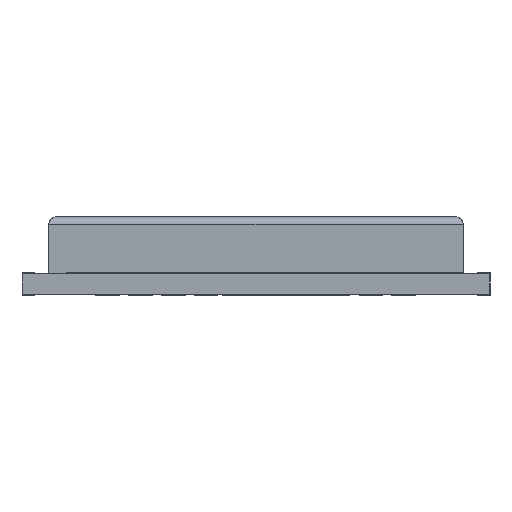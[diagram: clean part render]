
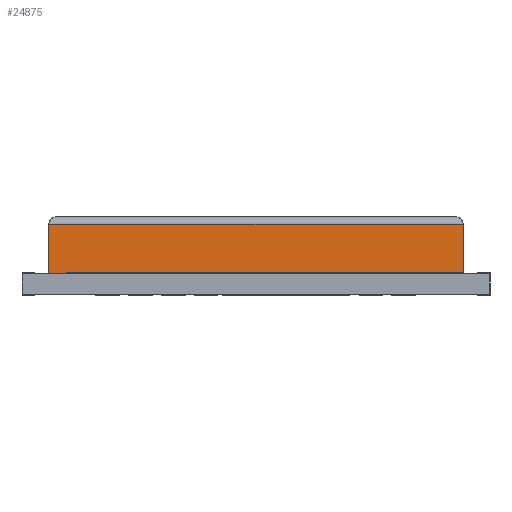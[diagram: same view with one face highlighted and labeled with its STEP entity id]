
A CAD part, front view. The second image highlights one B-rep face of the part: STEP entity #24875.
In plain terms, the highlighted planar face has unit normal (0, -1, 0).
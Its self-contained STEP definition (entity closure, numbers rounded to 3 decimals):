
#2368=FACE_OUTER_BOUND('',#3658,.T.);
#3658=EDGE_LOOP('',(#16926,#16927,#16928,#16929,#16930,#16931,#16932,#16933,
#16934,#16935,#16936,#16937));
#5002=LINE('',#32444,#7926);
#5020=LINE('',#32482,#7944);
#5026=LINE('',#32493,#7950);
#5029=LINE('',#32501,#7953);
#5034=LINE('',#32512,#7958);
#5101=LINE('',#32647,#8025);
#5104=LINE('',#32652,#8028);
#5106=LINE('',#32654,#8030);
#5107=LINE('',#32656,#8031);
#5108=LINE('',#32658,#8032);
#5109=LINE('',#32659,#8033);
#5110=LINE('',#32660,#8034);
#7926=VECTOR('',#27272,1000.);
#7944=VECTOR('',#27304,1000.);
#7950=VECTOR('',#27314,1000.);
#7953=VECTOR('',#27319,1000.);
#7958=VECTOR('',#27328,1000.);
#8025=VECTOR('',#27439,1000.);
#8028=VECTOR('',#27444,1000.);
#8030=VECTOR('',#27446,1000.);
#8031=VECTOR('',#27449,1000.);
#8032=VECTOR('',#27450,1000.);
#8033=VECTOR('',#27451,1000.);
#8034=VECTOR('',#27452,1000.);
#10850=VERTEX_POINT('',#32441);
#10851=VERTEX_POINT('',#32443);
#10864=VERTEX_POINT('',#32481);
#10867=VERTEX_POINT('',#32491);
#10870=VERTEX_POINT('',#32498);
#10871=VERTEX_POINT('',#32500);
#10874=VERTEX_POINT('',#32510);
#10875=VERTEX_POINT('',#32511);
#10920=VERTEX_POINT('',#32645);
#10921=VERTEX_POINT('',#32646);
#10922=VERTEX_POINT('',#32651);
#10923=VERTEX_POINT('',#32657);
#13206=EDGE_CURVE('',#10850,#10851,#5002,.T.);
#13224=EDGE_CURVE('',#10864,#10851,#5020,.T.);
#13230=EDGE_CURVE('',#10867,#10850,#5026,.T.);
#13233=EDGE_CURVE('',#10871,#10870,#5029,.T.);
#13238=EDGE_CURVE('',#10874,#10875,#5034,.T.);
#13305=EDGE_CURVE('',#10920,#10921,#5101,.T.);
#13308=EDGE_CURVE('',#10875,#10922,#5104,.T.);
#13310=EDGE_CURVE('',#10921,#10870,#5106,.T.);
#13311=EDGE_CURVE('',#10920,#10864,#5107,.T.);
#13312=EDGE_CURVE('',#10867,#10923,#5108,.T.);
#13313=EDGE_CURVE('',#10923,#10922,#5109,.T.);
#13314=EDGE_CURVE('',#10874,#10871,#5110,.T.);
#16926=ORIENTED_EDGE('',*,*,#13305,.F.);
#16927=ORIENTED_EDGE('',*,*,#13311,.T.);
#16928=ORIENTED_EDGE('',*,*,#13224,.T.);
#16929=ORIENTED_EDGE('',*,*,#13206,.F.);
#16930=ORIENTED_EDGE('',*,*,#13230,.F.);
#16931=ORIENTED_EDGE('',*,*,#13312,.T.);
#16932=ORIENTED_EDGE('',*,*,#13313,.T.);
#16933=ORIENTED_EDGE('',*,*,#13308,.F.);
#16934=ORIENTED_EDGE('',*,*,#13238,.F.);
#16935=ORIENTED_EDGE('',*,*,#13314,.T.);
#16936=ORIENTED_EDGE('',*,*,#13233,.T.);
#16937=ORIENTED_EDGE('',*,*,#13310,.F.);
#23902=PLANE('',#26180);
#24875=ADVANCED_FACE('',(#2368),#23902,.T.);
#26180=AXIS2_PLACEMENT_3D('',#32655,#27447,#27448);
#27272=DIRECTION('',(1.,0.,0.));
#27304=DIRECTION('',(0.,0.,1.));
#27314=DIRECTION('',(0.,0.,1.));
#27319=DIRECTION('',(0.,0.,1.));
#27328=DIRECTION('',(0.,0.,1.));
#27439=DIRECTION('',(0.,0.,1.));
#27444=DIRECTION('',(-1.,0.,0.));
#27446=DIRECTION('',(-1.,0.,0.));
#27447=DIRECTION('center_axis',(0.,-1.,0.));
#27448=DIRECTION('ref_axis',(-1.,0.,0.));
#27449=DIRECTION('',(1.,0.,0.));
#27450=DIRECTION('',(1.,0.,0.));
#27451=DIRECTION('',(0.,0.,1.));
#27452=DIRECTION('',(1.,0.,0.));
#32441=CARTESIAN_POINT('',(-8.,-6.25,2.735));
#32443=CARTESIAN_POINT('',(8.,-6.25,2.735));
#32444=CARTESIAN_POINT('',(-8.,-6.25,2.735));
#32481=CARTESIAN_POINT('',(8.,-6.25,0.835));
#32482=CARTESIAN_POINT('',(8.,-6.25,0.835));
#32491=CARTESIAN_POINT('',(-8.,-6.25,0.835));
#32493=CARTESIAN_POINT('',(-8.,-6.25,0.835));
#32498=CARTESIAN_POINT('',(-5.3,-6.25,0.87));
#32500=CARTESIAN_POINT('',(-5.3,-6.25,0.835));
#32501=CARTESIAN_POINT('',(-5.3,-6.25,0.835));
#32510=CARTESIAN_POINT('',(-6.9,-6.25,0.835));
#32511=CARTESIAN_POINT('',(-6.9,-6.25,0.87));
#32512=CARTESIAN_POINT('',(-6.9,-6.25,0.835));
#32645=CARTESIAN_POINT('',(-4.9,-6.25,0.835));
#32646=CARTESIAN_POINT('',(-4.9,-6.25,0.87));
#32647=CARTESIAN_POINT('',(-4.9,-6.25,0.835));
#32651=CARTESIAN_POINT('',(-7.3,-6.25,0.87));
#32652=CARTESIAN_POINT('',(-6.9,-6.25,0.87));
#32654=CARTESIAN_POINT('',(-4.9,-6.25,0.87));
#32655=CARTESIAN_POINT('Origin',(-8.,-6.25,0.835));
#32656=CARTESIAN_POINT('',(-4.9,-6.25,0.835));
#32657=CARTESIAN_POINT('',(-7.3,-6.25,0.835));
#32658=CARTESIAN_POINT('',(-8.,-6.25,0.835));
#32659=CARTESIAN_POINT('',(-7.3,-6.25,0.835));
#32660=CARTESIAN_POINT('',(-6.9,-6.25,0.835));
